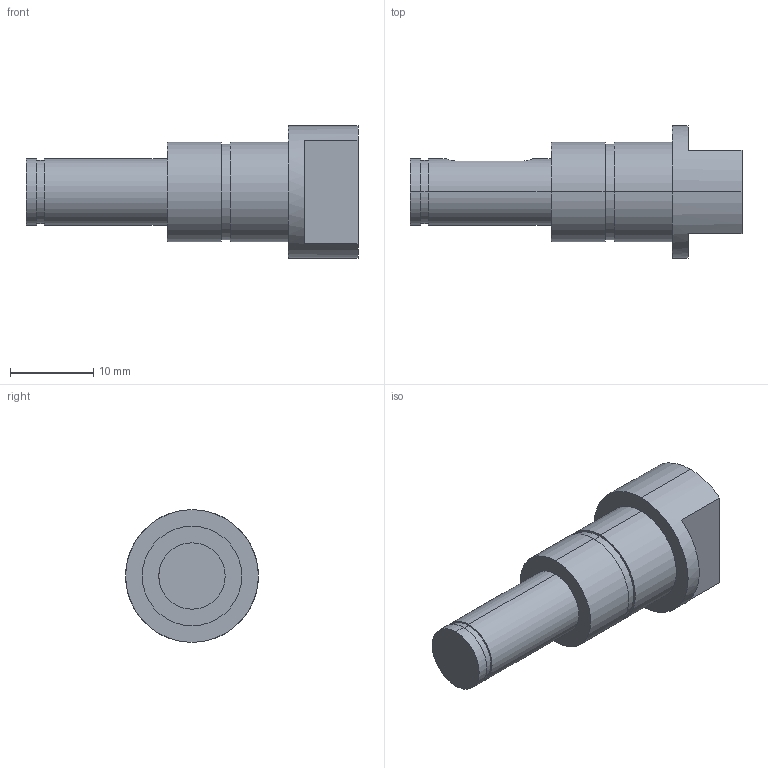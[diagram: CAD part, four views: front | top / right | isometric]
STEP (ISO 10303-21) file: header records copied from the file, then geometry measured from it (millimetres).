
FILE_DESCRIPTION (( 'STEP AP214' ), '1' );
FILE_NAME ('Axe 2e partie brosse.STEP', '2020-07-31T13:58:45', ( '' ), ( '' ), 'SwSTEP 2.0', 'SolidWorks 2016', '' );
FILE_SCHEMA (( 'AUTOMOTIVE_DESIGN' ));
Length unit declared in the file: millimetre
Products named in the file (1): Axe 2e partie brosse
Bounding box: 40 x 16 x 16 mm (x, y, z)
Volume: 3165.9 mm3; surface area: 2195.6 mm2
Topology: 1 solids, 1 shells, 35 faces, 76 edges, 49 vertices
Faces by surface type: cylinder 18, plane 15, cone 2
Entity records: 1060 total; most frequent: CARTESIAN_POINT 209, DIRECTION 182, ORIENTED_EDGE 148, EDGE_CURVE 74, AXIS2_PLACEMENT_3D 74, VERTEX_POINT 49, EDGE_LOOP 43, CIRCLE 38
